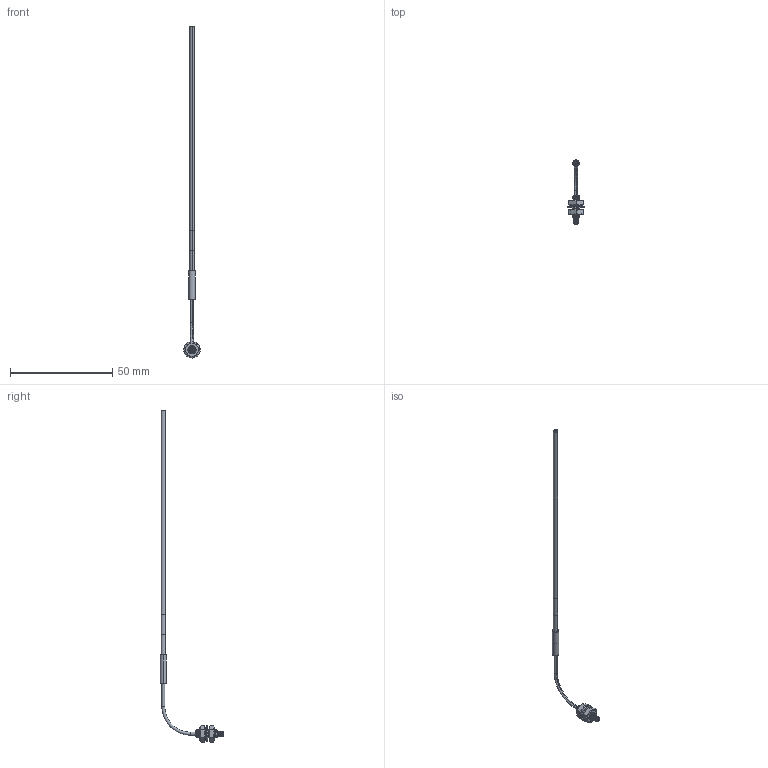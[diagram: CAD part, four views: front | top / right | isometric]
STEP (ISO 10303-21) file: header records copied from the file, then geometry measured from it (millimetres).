
FILE_DESCRIPTION((''),'2;1');
FILE_NAME('192761_ASM','2016-02-09T',('pdmadmin'),(''),'PRO/ENGINEER BY PARAMETRIC TECHNOLOGY CORPORATION, 2013230','PRO/ENGINEER BY PARAMETRIC TECHNOLOGY CORPORATION, 2013230','');
FILE_SCHEMA(('CONFIG_CONTROL_DESIGN'));
Length unit declared in the file: inch
Products named in the file (10): 35314_AF0; 15565_AF0; 51022_AF0; 15732_AF0; 40845_AF0; 40844_AF0; 40844_AF1; FIBER_CORE_1MM_AF0; 56090_ASM; 192761_ASM
Assembly tree (9 placements, depth 3):
  192761_ASM
    56090_ASM
      35314_AF0
      15565_AF0
      51022_AF0
      15732_AF0
      40845_AF0
      40844_AF0
      40844_AF1
      FIBER_CORE_1MM_AF0
Bounding box: 8 x 31.35 x 162.67 mm (x, y, z)
Volume: 837.3 mm3; surface area: 2613.9 mm2
Topology: 8 solids, 11 shells, 191 faces, 479 edges, 305 vertices
Faces by surface type: cylinder 97, plane 50, cone 22, bspline 18, torus 4
Entity records: 10371 total; most frequent: CARTESIAN_POINT 5696, ORIENTED_EDGE 946, DIRECTION 908, EDGE_CURVE 479, AXIS2_PLACEMENT_3D 353, VERTEX_POINT 305, EDGE_LOOP 204, VECTOR 202
